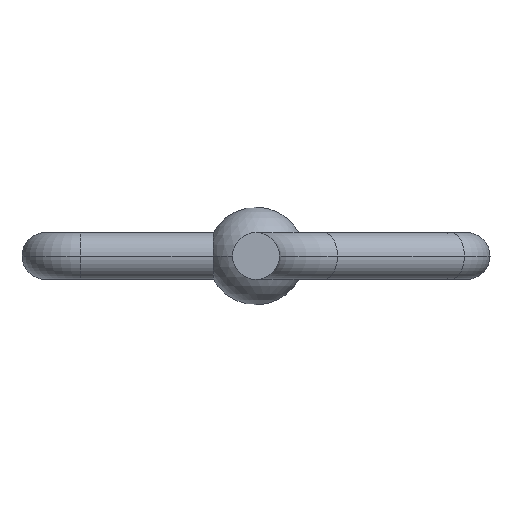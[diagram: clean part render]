
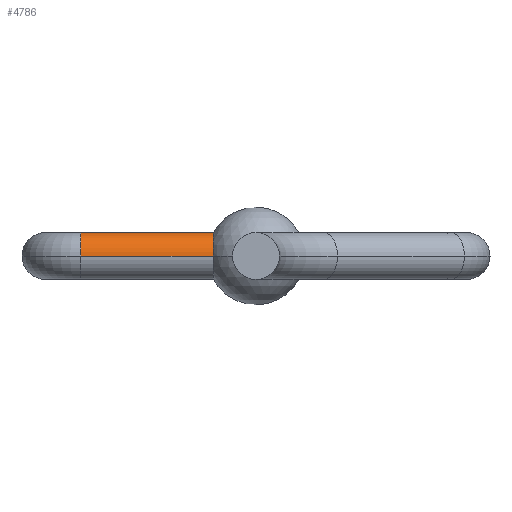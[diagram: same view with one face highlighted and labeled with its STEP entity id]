
A CAD part, front view. The second image highlights one B-rep face of the part: STEP entity #4786.
In plain terms, the highlighted cylindrical face has radius 6 mm (diameter 12 mm), a partial arc.
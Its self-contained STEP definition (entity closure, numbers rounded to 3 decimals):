
#23 = DIRECTION ( 'NONE',  ( 0., -1., 0. ) ) ;
#107 = CIRCLE ( 'NONE', #1305, 6. ) ;
#463 = ORIENTED_EDGE ( 'NONE', *, *, #595, .F. ) ;
#595 = EDGE_CURVE ( 'NONE', #2667, #5541, #107, .T. ) ;
#610 = VECTOR ( 'NONE', #5608, 1000. ) ;
#822 = CARTESIAN_POINT ( 'NONE',  ( -10.966, 506., 0. ) ) ;
#1297 = ORIENTED_EDGE ( 'NONE', *, *, #5367, .T. ) ;
#1305 = AXIS2_PLACEMENT_3D ( 'NONE', #2720, #6172, #3214 ) ;
#1559 = ORIENTED_EDGE ( 'NONE', *, *, #5805, .T. ) ;
#1652 = DIRECTION ( 'NONE',  ( -1., 0., 0. ) ) ;
#2247 = CARTESIAN_POINT ( 'NONE',  ( -45., 506., 0. ) ) ;
#2467 = CIRCLE ( 'NONE', #3641, 6. ) ;
#2576 = AXIS2_PLACEMENT_3D ( 'NONE', #3200, #4663, #23 ) ;
#2667 = VERTEX_POINT ( 'NONE', #4027 ) ;
#2703 = FACE_OUTER_BOUND ( 'NONE', #5974, .T. ) ;
#2720 = CARTESIAN_POINT ( 'NONE',  ( -45., 500., 0. ) ) ;
#3200 = CARTESIAN_POINT ( 'NONE',  ( 45., 500., 0. ) ) ;
#3214 = DIRECTION ( 'NONE',  ( 0., 0., 1. ) ) ;
#3550 = VECTOR ( 'NONE', #5544, 1000. ) ;
#3562 = LINE ( 'NONE', #5109, #610 ) ;
#3641 = AXIS2_PLACEMENT_3D ( 'NONE', #4683, #1652, #5181 ) ;
#3979 = VERTEX_POINT ( 'NONE', #822 ) ;
#4027 = CARTESIAN_POINT ( 'NONE',  ( -45., 494., 0. ) ) ;
#4067 = CARTESIAN_POINT ( 'NONE',  ( 45., 506., 0. ) ) ;
#4249 = EDGE_CURVE ( 'NONE', #4938, #2667, #3562, .T. ) ;
#4663 = DIRECTION ( 'NONE',  ( -1., 0., 0. ) ) ;
#4683 = CARTESIAN_POINT ( 'NONE',  ( -10.966, 500., 0. ) ) ;
#4786 = ADVANCED_FACE ( 'NONE', ( #2703 ), #6492, .T. ) ;
#4938 = VERTEX_POINT ( 'NONE', #5766 ) ;
#5109 = CARTESIAN_POINT ( 'NONE',  ( 45., 494., 0. ) ) ;
#5181 = DIRECTION ( 'NONE',  ( 0., 1., 0. ) ) ;
#5367 = EDGE_CURVE ( 'NONE', #3979, #5541, #6253, .T. ) ;
#5541 = VERTEX_POINT ( 'NONE', #2247 ) ;
#5544 = DIRECTION ( 'NONE',  ( -1., 0., 0. ) ) ;
#5608 = DIRECTION ( 'NONE',  ( -1., 0., 0. ) ) ;
#5766 = CARTESIAN_POINT ( 'NONE',  ( -10.966, 494., 0. ) ) ;
#5805 = EDGE_CURVE ( 'NONE', #4938, #3979, #2467, .T. ) ;
#5974 = EDGE_LOOP ( 'NONE', ( #1559, #1297, #463, #6261 ) ) ;
#6172 = DIRECTION ( 'NONE',  ( -1., 0., 0. ) ) ;
#6253 = LINE ( 'NONE', #4067, #3550 ) ;
#6261 = ORIENTED_EDGE ( 'NONE', *, *, #4249, .F. ) ;
#6492 = CYLINDRICAL_SURFACE ( 'NONE', #2576, 6. ) ;
